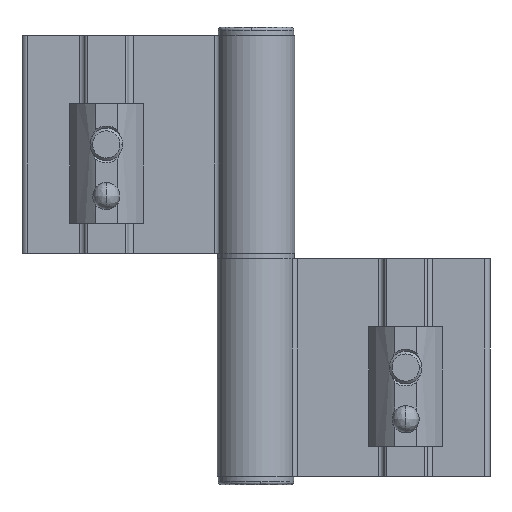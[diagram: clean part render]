
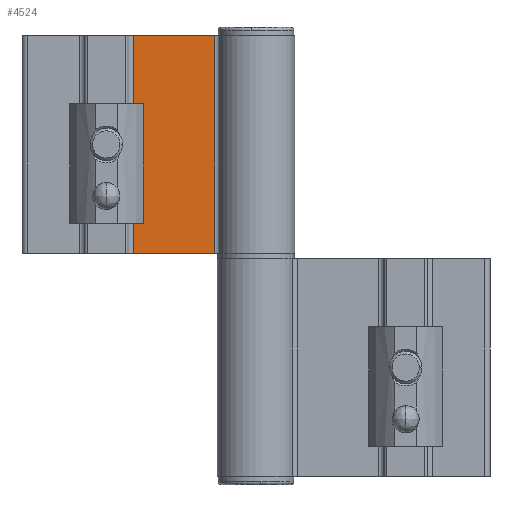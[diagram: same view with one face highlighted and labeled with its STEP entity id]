
A CAD part, front view. The second image highlights one B-rep face of the part: STEP entity #4524.
In plain terms, the highlighted planar face has unit normal (0, -1, 0).
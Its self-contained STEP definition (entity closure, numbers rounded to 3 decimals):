
#57 = DIRECTION ( 'NONE',  ( 0., 1., 0. ) ) ;
#86 = CARTESIAN_POINT ( 'NONE',  ( -22.55, -1.9, 20. ) ) ;
#200 = ORIENTED_EDGE ( 'NONE', *, *, #723, .F. ) ;
#491 = VECTOR ( 'NONE', #4372, 1000. ) ;
#556 = VERTEX_POINT ( 'NONE', #1258 ) ;
#651 = CARTESIAN_POINT ( 'NONE',  ( 0., -1.9, -20. ) ) ;
#723 = EDGE_CURVE ( 'NONE', #2471, #1347, #4426, .T. ) ;
#841 = CARTESIAN_POINT ( 'NONE',  ( -7.563, -1.9, 20. ) ) ;
#934 = LINE ( 'NONE', #1669, #5418 ) ;
#1217 = VERTEX_POINT ( 'NONE', #3201 ) ;
#1258 = CARTESIAN_POINT ( 'NONE',  ( -22.55, -1.9, -20. ) ) ;
#1347 = VERTEX_POINT ( 'NONE', #841 ) ;
#1406 = VECTOR ( 'NONE', #2449, 1000. ) ;
#1469 = CARTESIAN_POINT ( 'NONE',  ( -6.841, -1.9, 20. ) ) ;
#1485 = EDGE_CURVE ( 'NONE', #1217, #1347, #5132, .T. ) ;
#1646 = DIRECTION ( 'NONE',  ( 0., 0., 1. ) ) ;
#1669 = CARTESIAN_POINT ( 'NONE',  ( -22.55, -1.9, 20. ) ) ;
#2349 = PLANE ( 'NONE',  #3635 ) ;
#2449 = DIRECTION ( 'NONE',  ( 1., 0., 0. ) ) ;
#2471 = VERTEX_POINT ( 'NONE', #86 ) ;
#2742 = EDGE_CURVE ( 'NONE', #556, #2471, #934, .T. ) ;
#3118 = ORIENTED_EDGE ( 'NONE', *, *, #2742, .F. ) ;
#3201 = CARTESIAN_POINT ( 'NONE',  ( -7.563, -1.9, -20. ) ) ;
#3386 = EDGE_LOOP ( 'NONE', ( #6025, #200, #3118, #4810 ) ) ;
#3635 = AXIS2_PLACEMENT_3D ( 'NONE', #1469, #57, #4698 ) ;
#3803 = LINE ( 'NONE', #651, #491 ) ;
#3973 = EDGE_CURVE ( 'NONE', #556, #1217, #3803, .T. ) ;
#4372 = DIRECTION ( 'NONE',  ( 1., 0., 0. ) ) ;
#4426 = LINE ( 'NONE', #4632, #1406 ) ;
#4524 = ADVANCED_FACE ( 'NONE', ( #4897 ), #2349, .F. ) ;
#4632 = CARTESIAN_POINT ( 'NONE',  ( 0., -1.9, 20. ) ) ;
#4698 = DIRECTION ( 'NONE',  ( 0., 0., 1. ) ) ;
#4721 = DIRECTION ( 'NONE',  ( 0., 0., 1. ) ) ;
#4781 = CARTESIAN_POINT ( 'NONE',  ( -7.563, -1.9, 20. ) ) ;
#4810 = ORIENTED_EDGE ( 'NONE', *, *, #3973, .T. ) ;
#4897 = FACE_OUTER_BOUND ( 'NONE', #3386, .T. ) ;
#5132 = LINE ( 'NONE', #4781, #5873 ) ;
#5418 = VECTOR ( 'NONE', #1646, 1000. ) ;
#5873 = VECTOR ( 'NONE', #4721, 1000. ) ;
#6025 = ORIENTED_EDGE ( 'NONE', *, *, #1485, .T. ) ;
